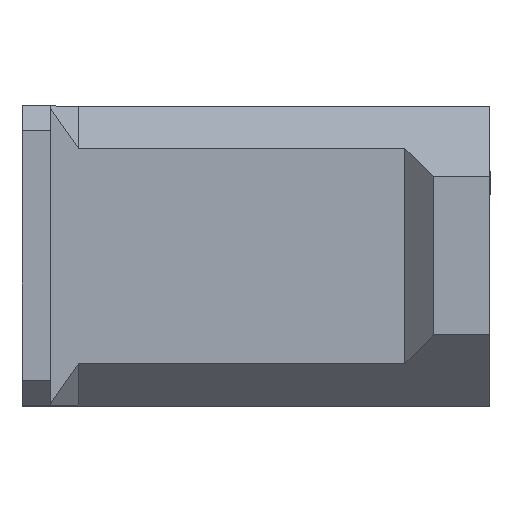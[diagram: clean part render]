
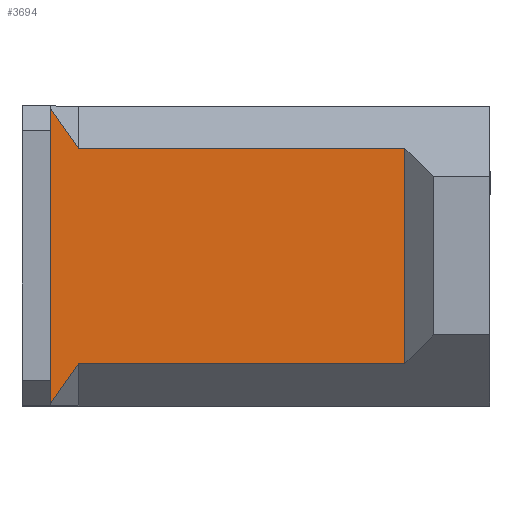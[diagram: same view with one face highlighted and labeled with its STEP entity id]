
A CAD part, top view. The second image highlights one B-rep face of the part: STEP entity #3694.
In plain terms, the highlighted planar face has unit normal (0, 0, 1).
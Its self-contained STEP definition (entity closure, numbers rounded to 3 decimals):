
#143 = VERTEX_POINT ( 'NONE', #4700 ) ;
#167 = LINE ( 'NONE', #3426, #3579 ) ;
#227 = CARTESIAN_POINT ( 'NONE',  ( 4., -20.857, 15.95 ) ) ;
#248 = LINE ( 'NONE', #4540, #2046 ) ;
#279 = EDGE_CURVE ( 'NONE', #5839, #143, #5214, .T. ) ;
#307 = CARTESIAN_POINT ( 'NONE',  ( 54., -15.2, 15.95 ) ) ;
#334 = CARTESIAN_POINT ( 'NONE',  ( 4., 20.857, 15.95 ) ) ;
#375 = VERTEX_POINT ( 'NONE', #1720 ) ;
#527 = ORIENTED_EDGE ( 'NONE', *, *, #279, .F. ) ;
#560 = DIRECTION ( 'NONE',  ( -1., 0., 0. ) ) ;
#818 = EDGE_CURVE ( 'NONE', #5003, #375, #4033, .T. ) ;
#985 = FACE_OUTER_BOUND ( 'NONE', #3511, .T. ) ;
#1135 = EDGE_CURVE ( 'NONE', #5219, #143, #1162, .T. ) ;
#1162 = LINE ( 'NONE', #2073, #3355 ) ;
#1303 = ORIENTED_EDGE ( 'NONE', *, *, #818, .T. ) ;
#1687 = DIRECTION ( 'NONE',  ( -1., 0., 0. ) ) ;
#1720 = CARTESIAN_POINT ( 'NONE',  ( 8., 15.2, 15.95 ) ) ;
#2046 = VECTOR ( 'NONE', #4424, 1000. ) ;
#2073 = CARTESIAN_POINT ( 'NONE',  ( 30.499, 16.618, 15.95 ) ) ;
#2133 = DIRECTION ( 'NONE',  ( 0.577, 0.816, 0. ) ) ;
#2327 = CARTESIAN_POINT ( 'NONE',  ( 54., 15.2, 15.95 ) ) ;
#2746 = DIRECTION ( 'NONE',  ( -1., 0., 0. ) ) ;
#2779 = DIRECTION ( 'NONE',  ( 0., 0., -1. ) ) ;
#3014 = ORIENTED_EDGE ( 'NONE', *, *, #3446, .T. ) ;
#3216 = CARTESIAN_POINT ( 'NONE',  ( 54., -15.2, 15.95 ) ) ;
#3355 = VECTOR ( 'NONE', #2133, 1000. ) ;
#3426 = CARTESIAN_POINT ( 'NONE',  ( 54., 0., 15.95 ) ) ;
#3446 = EDGE_CURVE ( 'NONE', #375, #4076, #3972, .T. ) ;
#3511 = EDGE_LOOP ( 'NONE', ( #4040, #5795, #527, #4461, #1303, #3014 ) ) ;
#3579 = VECTOR ( 'NONE', #5789, 1000. ) ;
#3694 = ADVANCED_FACE ( 'NONE', ( #985 ), #4151, .F. ) ;
#3896 = EDGE_CURVE ( 'NONE', #4076, #5219, #248, .T. ) ;
#3972 = LINE ( 'NONE', #5704, #5248 ) ;
#4033 = LINE ( 'NONE', #4091, #4429 ) ;
#4040 = ORIENTED_EDGE ( 'NONE', *, *, #3896, .T. ) ;
#4076 = VERTEX_POINT ( 'NONE', #334 ) ;
#4091 = CARTESIAN_POINT ( 'NONE',  ( 54., 15.2, 15.95 ) ) ;
#4151 = PLANE ( 'NONE',  #4177 ) ;
#4177 = AXIS2_PLACEMENT_3D ( 'NONE', #5629, #2779, #560 ) ;
#4424 = DIRECTION ( 'NONE',  ( 0., -1., 0. ) ) ;
#4429 = VECTOR ( 'NONE', #2746, 1000. ) ;
#4461 = ORIENTED_EDGE ( 'NONE', *, *, #5062, .F. ) ;
#4540 = CARTESIAN_POINT ( 'NONE',  ( 4., 0., 15.95 ) ) ;
#4700 = CARTESIAN_POINT ( 'NONE',  ( 8., -15.2, 15.95 ) ) ;
#5003 = VERTEX_POINT ( 'NONE', #2327 ) ;
#5062 = EDGE_CURVE ( 'NONE', #5003, #5839, #167, .T. ) ;
#5214 = LINE ( 'NONE', #307, #5364 ) ;
#5219 = VERTEX_POINT ( 'NONE', #227 ) ;
#5248 = VECTOR ( 'NONE', #5249, 1000. ) ;
#5249 = DIRECTION ( 'NONE',  ( -0.577, 0.816, 0. ) ) ;
#5364 = VECTOR ( 'NONE', #1687, 1000. ) ;
#5629 = CARTESIAN_POINT ( 'NONE',  ( 54., 0., 15.95 ) ) ;
#5704 = CARTESIAN_POINT ( 'NONE',  ( 30.499, -16.618, 15.95 ) ) ;
#5789 = DIRECTION ( 'NONE',  ( 0., -1., 0. ) ) ;
#5795 = ORIENTED_EDGE ( 'NONE', *, *, #1135, .T. ) ;
#5839 = VERTEX_POINT ( 'NONE', #3216 ) ;
